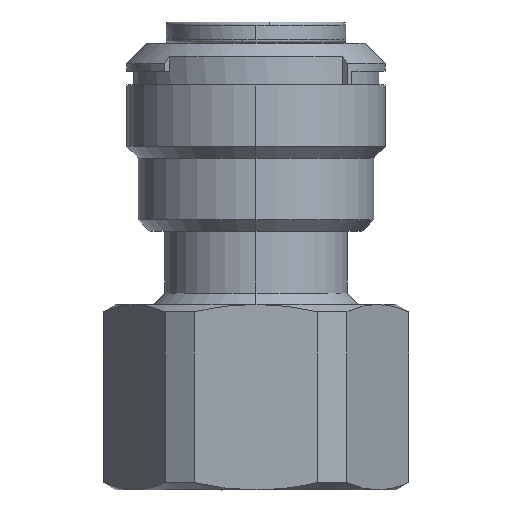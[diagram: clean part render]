
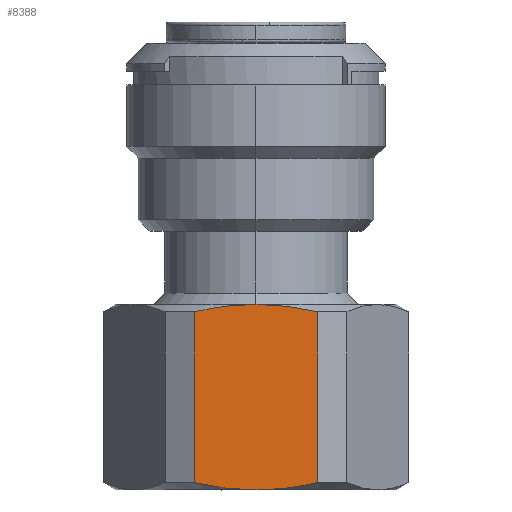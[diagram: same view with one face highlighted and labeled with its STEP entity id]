
A CAD part, left-side view. The second image highlights one B-rep face of the part: STEP entity #8388.
In plain terms, the highlighted planar face has unit normal (-1, 0, 0).
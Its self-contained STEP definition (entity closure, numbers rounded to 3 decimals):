
#216 = CARTESIAN_POINT ( 'NONE',  ( -12.5, 1.835, -16.441 ) ) ;
#387 = CARTESIAN_POINT ( 'NONE',  ( -12.5, -5.479, -0.663 ) ) ;
#468 = CARTESIAN_POINT ( 'NONE',  ( -12.5, 3.666, -0.286 ) ) ;
#1216 = ORIENTED_EDGE ( 'NONE', *, *, #5398, .T. ) ;
#1378 = CARTESIAN_POINT ( 'NONE',  ( -12.5, 5.479, -15.837 ) ) ;
#1384 = EDGE_CURVE ( 'NONE', #13574, #16465, #9347, .T. ) ;
#1523 = CARTESIAN_POINT ( 'NONE',  ( -12.5, -4.585, -16.044 ) ) ;
#1862 = CARTESIAN_POINT ( 'NONE',  ( -12.5, -5.479, -0.663 ) ) ;
#2058 = CARTESIAN_POINT ( 'NONE',  ( -12.5, -3.676, -0.288 ) ) ;
#2282 = ORIENTED_EDGE ( 'NONE', *, *, #8030, .T. ) ;
#2640 = VERTEX_POINT ( 'NONE', #16671 ) ;
#2772 = CARTESIAN_POINT ( 'NONE',  ( -12.5, 0., -16.5 ) ) ;
#2853 = DIRECTION ( 'NONE',  ( 0., 0., 1. ) ) ;
#2896 = ORIENTED_EDGE ( 'NONE', *, *, #3633, .T. ) ;
#3103 = CARTESIAN_POINT ( 'NONE',  ( -12.5, -5.479, -15.837 ) ) ;
#3127 = CARTESIAN_POINT ( 'NONE',  ( -12.5, 1.835, -0.059 ) ) ;
#3184 = CARTESIAN_POINT ( 'NONE',  ( -12.5, 5.479, -0.663 ) ) ;
#3633 = EDGE_CURVE ( 'NONE', #16126, #2640, #8722, .T. ) ;
#4233 = CARTESIAN_POINT ( 'NONE',  ( -12.5, 3.666, -16.214 ) ) ;
#4612 = ORIENTED_EDGE ( 'NONE', *, *, #14837, .T. ) ;
#5398 = EDGE_CURVE ( 'NONE', #2640, #16465, #7909, .T. ) ;
#5863 = CARTESIAN_POINT ( 'NONE',  ( -12.5, 0.918, 0. ) ) ;
#6182 = CARTESIAN_POINT ( 'NONE',  ( -12.5, 7.217, -16.5 ) ) ;
#6554 = B_SPLINE_CURVE_WITH_KNOTS ( 'NONE', 3,
 ( #8368, #15159, #4233, #216, #16515, #9698 ),
 .UNSPECIFIED., .F., .F.,
 ( 4, 2, 4 ),
 ( 0.016, 0.018, 0.021 ),
 .UNSPECIFIED. ) ;
#6862 = CARTESIAN_POINT ( 'NONE',  ( -12.5, -1.836, -16.441 ) ) ;
#6922 = CARTESIAN_POINT ( 'NONE',  ( -12.5, -0.917, -16.5 ) ) ;
#7022 = B_SPLINE_CURVE_WITH_KNOTS ( 'NONE', 3,
 ( #2772, #6922, #6862, #12248, #1523, #11003 ),
 .UNSPECIFIED., .F., .F.,
 ( 4, 2, 4 ),
 ( 0.021, 0.024, 0.027 ),
 .UNSPECIFIED. ) ;
#7042 = CARTESIAN_POINT ( 'NONE',  ( -12.5, 5.479, -16.5 ) ) ;
#7705 = PLANE ( 'NONE',  #9234 ) ;
#7909 = B_SPLINE_CURVE_WITH_KNOTS ( 'NONE', 3,
 ( #12795, #5863, #3127, #468, #16760, #3184 ),
 .UNSPECIFIED., .F., .F.,
 ( 4, 2, 4 ),
 ( 0.014, 0.017, 0.02 ),
 .UNSPECIFIED. ) ;
#8030 = EDGE_CURVE ( 'NONE', #13574, #15952, #6554, .T. ) ;
#8368 = CARTESIAN_POINT ( 'NONE',  ( -12.5, 5.479, -15.837 ) ) ;
#8388 = ADVANCED_FACE ( 'NONE', ( #14058 ), #7705, .T. ) ;
#8722 = B_SPLINE_CURVE_WITH_KNOTS ( 'NONE', 3,
 ( #1862, #11397, #2058, #14067, #14316, #8800 ),
 .UNSPECIFIED., .F., .F.,
 ( 4, 2, 4 ),
 ( 0.009, 0.011, 0.014 ),
 .UNSPECIFIED. ) ;
#8800 = CARTESIAN_POINT ( 'NONE',  ( -12.5, 0., 0. ) ) ;
#9234 = AXIS2_PLACEMENT_3D ( 'NONE', #6182, #10206, #12871 ) ;
#9347 = LINE ( 'NONE', #7042, #12966 ) ;
#9698 = CARTESIAN_POINT ( 'NONE',  ( -12.5, 0., -16.5 ) ) ;
#9876 = VECTOR ( 'NONE', #2853, 1000. ) ;
#10206 = DIRECTION ( 'NONE',  ( -1., 0., 0. ) ) ;
#11003 = CARTESIAN_POINT ( 'NONE',  ( -12.5, -5.479, -15.837 ) ) ;
#11397 = CARTESIAN_POINT ( 'NONE',  ( -12.5, -4.585, -0.456 ) ) ;
#11780 = LINE ( 'NONE', #12209, #9876 ) ;
#12091 = EDGE_CURVE ( 'NONE', #12355, #16126, #11780, .T. ) ;
#12127 = CARTESIAN_POINT ( 'NONE',  ( -12.5, 0., -16.5 ) ) ;
#12209 = CARTESIAN_POINT ( 'NONE',  ( -12.5, -5.479, -16.5 ) ) ;
#12248 = CARTESIAN_POINT ( 'NONE',  ( -12.5, -3.676, -16.212 ) ) ;
#12355 = VERTEX_POINT ( 'NONE', #3103 ) ;
#12795 = CARTESIAN_POINT ( 'NONE',  ( -12.5, 0., 0. ) ) ;
#12871 = DIRECTION ( 'NONE',  ( 0., 0., 1. ) ) ;
#12892 = CARTESIAN_POINT ( 'NONE',  ( -12.5, 5.479, -0.663 ) ) ;
#12895 = ORIENTED_EDGE ( 'NONE', *, *, #1384, .F. ) ;
#12966 = VECTOR ( 'NONE', #16528, 1000. ) ;
#13574 = VERTEX_POINT ( 'NONE', #1378 ) ;
#14058 = FACE_OUTER_BOUND ( 'NONE', #15101, .T. ) ;
#14067 = CARTESIAN_POINT ( 'NONE',  ( -12.5, -1.836, -0.059 ) ) ;
#14316 = CARTESIAN_POINT ( 'NONE',  ( -12.5, -0.917, 0. ) ) ;
#14832 = ORIENTED_EDGE ( 'NONE', *, *, #12091, .T. ) ;
#14837 = EDGE_CURVE ( 'NONE', #15952, #12355, #7022, .T. ) ;
#15101 = EDGE_LOOP ( 'NONE', ( #12895, #2282, #4612, #14832, #2896, #1216 ) ) ;
#15159 = CARTESIAN_POINT ( 'NONE',  ( -12.5, 4.583, -16.045 ) ) ;
#15952 = VERTEX_POINT ( 'NONE', #12127 ) ;
#16126 = VERTEX_POINT ( 'NONE', #387 ) ;
#16465 = VERTEX_POINT ( 'NONE', #12892 ) ;
#16515 = CARTESIAN_POINT ( 'NONE',  ( -12.5, 0.918, -16.5 ) ) ;
#16528 = DIRECTION ( 'NONE',  ( 0., 0., 1. ) ) ;
#16671 = CARTESIAN_POINT ( 'NONE',  ( -12.5, 0., 0. ) ) ;
#16760 = CARTESIAN_POINT ( 'NONE',  ( -12.5, 4.583, -0.455 ) ) ;
